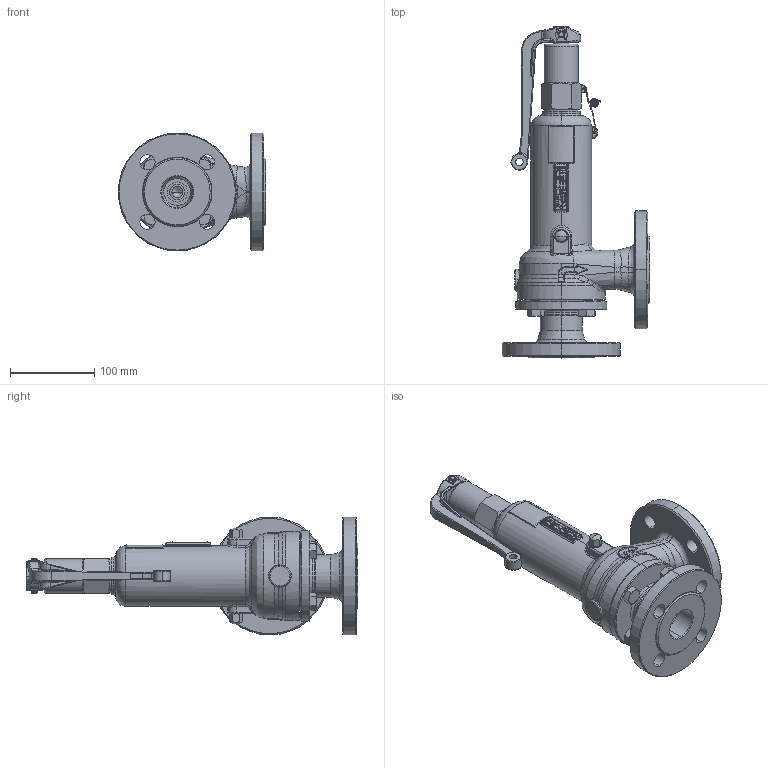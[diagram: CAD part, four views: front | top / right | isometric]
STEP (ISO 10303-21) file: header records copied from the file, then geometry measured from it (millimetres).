
FILE_DESCRIPTION (( 'STEP AP214' ), '1' );
FILE_NAME ('Typ 30 BG II-A_D032_D032.STEP', '2009-03-02T10:31:12', ( ' ' ), ( ' ' ), 'SwSTEP 2.0', 'SolidWorks 2009', '' );
FILE_SCHEMA (( 'AUTOMOTIVE_DESIGN' ));
Length unit declared in the file: millimetre
Products named in the file (1): Typ 30 BG II-A_D032_D032
Bounding box: 175 x 394.2 x 140 mm (x, y, z)
Volume: 1197867.2 mm3; surface area: 296534.5 mm2
Topology: 19 solids, 19 shells, 1872 faces, 4678 edges, 2900 vertices
Faces by surface type: plane 579, bspline 539, cylinder 433, torus 165, cone 140, sphere 16
Entity records: 103788 total; most frequent: CARTESIAN_POINT 42259, ORIENTED_EDGE 9284, DIRECTION 7257, EDGE_CURVE 4642, VERTEX_POINT 2900, AXIS2_PLACEMENT_3D 2694, EDGE_LOOP 2028, UNCERTAINTY_MEASURE_WITH_UNIT 1893
